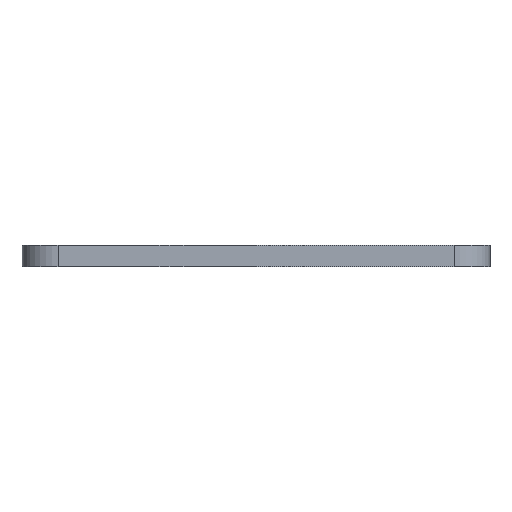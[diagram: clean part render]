
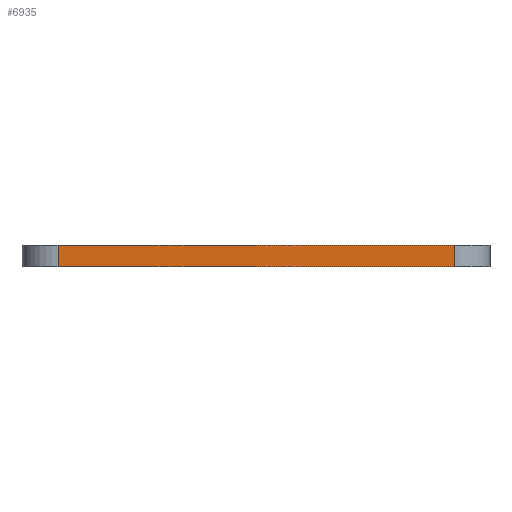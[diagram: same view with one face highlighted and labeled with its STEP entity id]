
A CAD part, front view. The second image highlights one B-rep face of the part: STEP entity #6935.
In plain terms, the highlighted planar face has unit normal (0, -1, 0).
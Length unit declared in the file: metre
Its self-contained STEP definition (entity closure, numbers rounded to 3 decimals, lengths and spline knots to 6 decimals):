
#995=ORIENTED_EDGE('',*,*,#2990,.F.);
#996=ORIENTED_EDGE('',*,*,#3107,.T.);
#997=ORIENTED_EDGE('',*,*,#3108,.T.);
#998=ORIENTED_EDGE('',*,*,#3109,.T.);
#2990=EDGE_CURVE('',#4060,#4061,#4639,.T.);
#3107=EDGE_CURVE('',#4060,#4160,#4730,.T.);
#3108=EDGE_CURVE('',#4160,#4161,#4731,.T.);
#3109=EDGE_CURVE('',#4161,#4061,#4732,.F.);
#4060=VERTEX_POINT('',#9607);
#4061=VERTEX_POINT('',#9609);
#4160=VERTEX_POINT('',#9885);
#4161=VERTEX_POINT('',#9887);
#4639=LINE('',#9608,#5303);
#4730=LINE('',#9884,#5394);
#4731=LINE('',#9886,#5395);
#4732=LINE('',#9888,#5396);
#5303=VECTOR('',#7823,1.);
#5394=VECTOR('',#7960,1.);
#5395=VECTOR('',#7961,1.);
#5396=VECTOR('',#7962,1.);
#5919=EDGE_LOOP('',(#995,#996,#997,#998));
#6349=FACE_BOUND('',#5919,.T.);
#6753=PLANE('',#7381);
#6935=ADVANCED_FACE('',(#6349),#6753,.F.);
#7381=AXIS2_PLACEMENT_3D('',#9883,#7958,#7959);
#7823=DIRECTION('',(1.,0.,0.));
#7958=DIRECTION('',(0.,1.,0.));
#7959=DIRECTION('',(-1.,0.,0.));
#7960=DIRECTION('',(0.,0.,-1.));
#7961=DIRECTION('',(1.,0.,0.));
#7962=DIRECTION('',(0.,0.,-1.));
#9607=CARTESIAN_POINT('',(-0.049185,-0.037948,0.016));
#9608=CARTESIAN_POINT('',(-0.021685,-0.037948,0.016));
#9609=CARTESIAN_POINT('',(0.005815,-0.037948,0.016));
#9883=CARTESIAN_POINT('',(-0.021685,-0.037948,0.016));
#9884=CARTESIAN_POINT('',(-0.049185,-0.037948,0.016));
#9885=CARTESIAN_POINT('',(-0.049185,-0.037948,0.013));
#9886=CARTESIAN_POINT('',(-0.021685,-0.037948,0.013));
#9887=CARTESIAN_POINT('',(0.005815,-0.037948,0.013));
#9888=CARTESIAN_POINT('',(0.005815,-0.037948,0.016));
